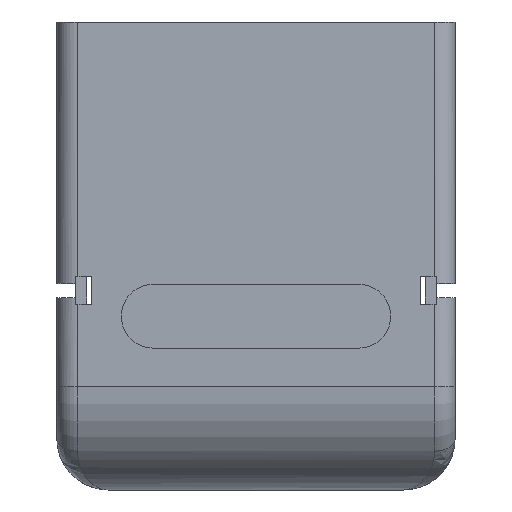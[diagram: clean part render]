
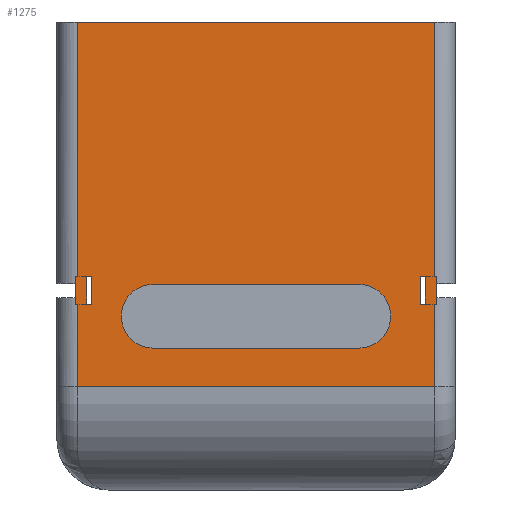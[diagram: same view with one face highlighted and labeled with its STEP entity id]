
A CAD part, top view. The second image highlights one B-rep face of the part: STEP entity #1275.
In plain terms, the highlighted planar face has unit normal (0, 0, 1).
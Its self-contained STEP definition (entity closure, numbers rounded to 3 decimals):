
#108 = VERTEX_POINT('',#109);
#109 = CARTESIAN_POINT('',(7.6,6.292,8.4));
#115 = EDGE_CURVE('',#116,#108,#118,.T.);
#116 = VERTEX_POINT('',#117);
#117 = CARTESIAN_POINT('',(8.842,5.05,8.4));
#118 = CIRCLE('',#119,1.242);
#119 = AXIS2_PLACEMENT_3D('',#120,#121,#122);
#120 = CARTESIAN_POINT('',(7.6,5.05,8.4));
#121 = DIRECTION('',(0.,0.,1.));
#122 = DIRECTION('',(1.,0.,0.));
#851 = VERTEX_POINT('',#852);
#852 = CARTESIAN_POINT('',(-3.35,6.586,8.4));
#859 = EDGE_CURVE('',#860,#851,#862,.T.);
#860 = VERTEX_POINT('',#861);
#861 = CARTESIAN_POINT('',(-3.35,16.5,8.4));
#862 = LINE('',#863,#864);
#863 = CARTESIAN_POINT('',(-3.35,15.5,8.4));
#864 = VECTOR('',#865,1.);
#865 = DIRECTION('',(0.,-1.,0.));
#891 = VERTEX_POINT('',#892);
#892 = CARTESIAN_POINT('',(-3.35,5.521,8.4));
#927 = VERTEX_POINT('',#928);
#928 = CARTESIAN_POINT('',(-3.35,2.3,8.4));
#935 = EDGE_CURVE('',#891,#927,#936,.T.);
#936 = LINE('',#937,#938);
#937 = CARTESIAN_POINT('',(-3.35,15.5,8.4));
#938 = VECTOR('',#939,1.);
#939 = DIRECTION('',(0.,-1.,0.));
#950 = VERTEX_POINT('',#951);
#951 = CARTESIAN_POINT('',(-3.25,6.586,8.4));
#959 = VERTEX_POINT('',#960);
#960 = CARTESIAN_POINT('',(-3.25,6.6,8.4));
#966 = EDGE_CURVE('',#950,#959,#967,.T.);
#967 = LINE('',#968,#969);
#968 = CARTESIAN_POINT('',(-3.25,6.325,8.4));
#969 = VECTOR('',#970,1.);
#970 = DIRECTION('',(0.,1.,0.));
#1025 = VERTEX_POINT('',#1026);
#1026 = CARTESIAN_POINT('',(-3.25,5.521,8.4));
#1032 = EDGE_CURVE('',#1033,#1025,#1035,.T.);
#1033 = VERTEX_POINT('',#1034);
#1034 = CARTESIAN_POINT('',(-3.25,5.5,8.4));
#1035 = LINE('',#1036,#1037);
#1036 = CARTESIAN_POINT('',(-3.25,5.5,8.4));
#1037 = VECTOR('',#1038,1.);
#1038 = DIRECTION('',(0.,1.,0.));
#1075 = VERTEX_POINT('',#1076);
#1076 = CARTESIAN_POINT('',(10.55,5.521,8.4));
#1083 = EDGE_CURVE('',#1084,#1075,#1086,.T.);
#1084 = VERTEX_POINT('',#1085);
#1085 = CARTESIAN_POINT('',(10.55,2.3,8.4));
#1086 = LINE('',#1087,#1088);
#1087 = CARTESIAN_POINT('',(10.55,15.5,8.4));
#1088 = VECTOR('',#1089,1.);
#1089 = DIRECTION('',(0.,1.,0.));
#1115 = VERTEX_POINT('',#1116);
#1116 = CARTESIAN_POINT('',(10.55,6.586,8.4));
#1151 = VERTEX_POINT('',#1152);
#1152 = CARTESIAN_POINT('',(10.55,16.5,8.4));
#1159 = EDGE_CURVE('',#1115,#1151,#1160,.T.);
#1160 = LINE('',#1161,#1162);
#1161 = CARTESIAN_POINT('',(10.55,15.5,8.4));
#1162 = VECTOR('',#1163,1.);
#1163 = DIRECTION('',(0.,1.,0.));
#1175 = VERTEX_POINT('',#1176);
#1176 = CARTESIAN_POINT('',(10.45,6.586,8.4));
#1182 = EDGE_CURVE('',#1175,#1183,#1185,.T.);
#1183 = VERTEX_POINT('',#1184);
#1184 = CARTESIAN_POINT('',(10.45,6.6,8.4));
#1185 = LINE('',#1186,#1187);
#1186 = CARTESIAN_POINT('',(10.45,6.325,8.4));
#1187 = VECTOR('',#1188,1.);
#1188 = DIRECTION('',(0.,1.,0.));
#1204 = EDGE_CURVE('',#1205,#1207,#1209,.T.);
#1205 = VERTEX_POINT('',#1206);
#1206 = CARTESIAN_POINT('',(10.45,5.5,8.4));
#1207 = VERTEX_POINT('',#1208);
#1208 = CARTESIAN_POINT('',(10.45,5.521,8.4));
#1209 = LINE('',#1210,#1211);
#1210 = CARTESIAN_POINT('',(10.45,5.5,8.4));
#1211 = VECTOR('',#1212,1.);
#1212 = DIRECTION('',(0.,1.,0.));
#1275 = ADVANCED_FACE('',(#1276,#1338,#1373,#1421),#1469,.F.);
#1276 = FACE_BOUND('',#1277,.T.);
#1277 = EDGE_LOOP('',(#1278,#1279,#1285,#1286,#1294,#1302,#1308,#1309,
    #1315,#1316,#1324,#1332));
#1278 = ORIENTED_EDGE('',*,*,#1159,.T.);
#1279 = ORIENTED_EDGE('',*,*,#1280,.F.);
#1280 = EDGE_CURVE('',#860,#1151,#1281,.T.);
#1281 = LINE('',#1282,#1283);
#1282 = CARTESIAN_POINT('',(-3.35,16.5,8.4));
#1283 = VECTOR('',#1284,1.);
#1284 = DIRECTION('',(1.,0.,0.));
#1285 = ORIENTED_EDGE('',*,*,#859,.T.);
#1286 = ORIENTED_EDGE('',*,*,#1287,.F.);
#1287 = EDGE_CURVE('',#1288,#851,#1290,.T.);
#1288 = VERTEX_POINT('',#1289);
#1289 = CARTESIAN_POINT('',(-3.44,6.586,8.4));
#1290 = LINE('',#1291,#1292);
#1291 = CARTESIAN_POINT('',(-3.25,6.586,8.4));
#1292 = VECTOR('',#1293,1.);
#1293 = DIRECTION('',(1.,0.,0.));
#1294 = ORIENTED_EDGE('',*,*,#1295,.F.);
#1295 = EDGE_CURVE('',#1296,#1288,#1298,.T.);
#1296 = VERTEX_POINT('',#1297);
#1297 = CARTESIAN_POINT('',(-3.44,5.521,8.4));
#1298 = LINE('',#1299,#1300);
#1299 = CARTESIAN_POINT('',(-3.44,6.586,8.4));
#1300 = VECTOR('',#1301,1.);
#1301 = DIRECTION('',(0.,1.,0.));
#1302 = ORIENTED_EDGE('',*,*,#1303,.F.);
#1303 = EDGE_CURVE('',#891,#1296,#1304,.T.);
#1304 = LINE('',#1305,#1306);
#1305 = CARTESIAN_POINT('',(-3.44,5.521,8.4));
#1306 = VECTOR('',#1307,1.);
#1307 = DIRECTION('',(-1.,0.,0.));
#1308 = ORIENTED_EDGE('',*,*,#935,.T.);
#1309 = ORIENTED_EDGE('',*,*,#1310,.T.);
#1310 = EDGE_CURVE('',#927,#1084,#1311,.T.);
#1311 = LINE('',#1312,#1313);
#1312 = CARTESIAN_POINT('',(11.35,2.3,8.4));
#1313 = VECTOR('',#1314,1.);
#1314 = DIRECTION('',(1.,0.,0.));
#1315 = ORIENTED_EDGE('',*,*,#1083,.T.);
#1316 = ORIENTED_EDGE('',*,*,#1317,.F.);
#1317 = EDGE_CURVE('',#1318,#1075,#1320,.T.);
#1318 = VERTEX_POINT('',#1319);
#1319 = CARTESIAN_POINT('',(10.64,5.521,8.4));
#1320 = LINE('',#1321,#1322);
#1321 = CARTESIAN_POINT('',(10.45,5.521,8.4));
#1322 = VECTOR('',#1323,1.);
#1323 = DIRECTION('',(-1.,0.,0.));
#1324 = ORIENTED_EDGE('',*,*,#1325,.F.);
#1325 = EDGE_CURVE('',#1326,#1318,#1328,.T.);
#1326 = VERTEX_POINT('',#1327);
#1327 = CARTESIAN_POINT('',(10.64,6.586,8.4));
#1328 = LINE('',#1329,#1330);
#1329 = CARTESIAN_POINT('',(10.64,6.586,8.4));
#1330 = VECTOR('',#1331,1.);
#1331 = DIRECTION('',(0.,-1.,0.));
#1332 = ORIENTED_EDGE('',*,*,#1333,.F.);
#1333 = EDGE_CURVE('',#1115,#1326,#1334,.T.);
#1334 = LINE('',#1335,#1336);
#1335 = CARTESIAN_POINT('',(9.569,6.586,8.4));
#1336 = VECTOR('',#1337,1.);
#1337 = DIRECTION('',(1.,0.,0.));
#1338 = FACE_BOUND('',#1339,.T.);
#1339 = EDGE_LOOP('',(#1340,#1351,#1357,#1358,#1367));
#1340 = ORIENTED_EDGE('',*,*,#1341,.F.);
#1341 = EDGE_CURVE('',#1342,#1344,#1346,.T.);
#1342 = VERTEX_POINT('',#1343);
#1343 = CARTESIAN_POINT('',(-0.4,6.292,8.4));
#1344 = VERTEX_POINT('',#1345);
#1345 = CARTESIAN_POINT('',(-0.4,3.808,8.4));
#1346 = CIRCLE('',#1347,1.242);
#1347 = AXIS2_PLACEMENT_3D('',#1348,#1349,#1350);
#1348 = CARTESIAN_POINT('',(-0.4,5.05,8.4));
#1349 = DIRECTION('',(0.,0.,1.));
#1350 = DIRECTION('',(1.,0.,0.));
#1351 = ORIENTED_EDGE('',*,*,#1352,.F.);
#1352 = EDGE_CURVE('',#108,#1342,#1353,.T.);
#1353 = LINE('',#1354,#1355);
#1354 = CARTESIAN_POINT('',(-0.4,6.292,8.4));
#1355 = VECTOR('',#1356,1.);
#1356 = DIRECTION('',(-1.,0.,0.));
#1357 = ORIENTED_EDGE('',*,*,#115,.F.);
#1358 = ORIENTED_EDGE('',*,*,#1359,.F.);
#1359 = EDGE_CURVE('',#1360,#116,#1362,.T.);
#1360 = VERTEX_POINT('',#1361);
#1361 = CARTESIAN_POINT('',(7.6,3.808,8.4));
#1362 = CIRCLE('',#1363,1.242);
#1363 = AXIS2_PLACEMENT_3D('',#1364,#1365,#1366);
#1364 = CARTESIAN_POINT('',(7.6,5.05,8.4));
#1365 = DIRECTION('',(0.,0.,1.));
#1366 = DIRECTION('',(1.,0.,0.));
#1367 = ORIENTED_EDGE('',*,*,#1368,.F.);
#1368 = EDGE_CURVE('',#1344,#1360,#1369,.T.);
#1369 = LINE('',#1370,#1371);
#1370 = CARTESIAN_POINT('',(-0.4,3.808,8.4));
#1371 = VECTOR('',#1372,1.);
#1372 = DIRECTION('',(1.,0.,0.));
#1373 = FACE_BOUND('',#1374,.T.);
#1374 = EDGE_LOOP('',(#1375,#1383,#1384,#1392,#1400,#1406,#1407,#1415));
#1375 = ORIENTED_EDGE('',*,*,#1376,.F.);
#1376 = EDGE_CURVE('',#950,#1377,#1379,.T.);
#1377 = VERTEX_POINT('',#1378);
#1378 = CARTESIAN_POINT('',(-2.992,6.586,8.4));
#1379 = LINE('',#1380,#1381);
#1380 = CARTESIAN_POINT('',(-3.25,6.586,8.4));
#1381 = VECTOR('',#1382,1.);
#1382 = DIRECTION('',(1.,0.,0.));
#1383 = ORIENTED_EDGE('',*,*,#966,.T.);
#1384 = ORIENTED_EDGE('',*,*,#1385,.T.);
#1385 = EDGE_CURVE('',#959,#1386,#1388,.T.);
#1386 = VERTEX_POINT('',#1387);
#1387 = CARTESIAN_POINT('',(-2.79,6.6,8.4));
#1388 = LINE('',#1389,#1390);
#1389 = CARTESIAN_POINT('',(-3.25,6.6,8.4));
#1390 = VECTOR('',#1391,1.);
#1391 = DIRECTION('',(1.,0.,0.));
#1392 = ORIENTED_EDGE('',*,*,#1393,.T.);
#1393 = EDGE_CURVE('',#1386,#1394,#1396,.T.);
#1394 = VERTEX_POINT('',#1395);
#1395 = CARTESIAN_POINT('',(-2.79,5.5,8.4));
#1396 = LINE('',#1397,#1398);
#1397 = CARTESIAN_POINT('',(-2.79,6.6,8.4));
#1398 = VECTOR('',#1399,1.);
#1399 = DIRECTION('',(0.,-1.,0.));
#1400 = ORIENTED_EDGE('',*,*,#1401,.T.);
#1401 = EDGE_CURVE('',#1394,#1033,#1402,.T.);
#1402 = LINE('',#1403,#1404);
#1403 = CARTESIAN_POINT('',(-2.79,5.5,8.4));
#1404 = VECTOR('',#1405,1.);
#1405 = DIRECTION('',(-1.,0.,0.));
#1406 = ORIENTED_EDGE('',*,*,#1032,.T.);
#1407 = ORIENTED_EDGE('',*,*,#1408,.F.);
#1408 = EDGE_CURVE('',#1409,#1025,#1411,.T.);
#1409 = VERTEX_POINT('',#1410);
#1410 = CARTESIAN_POINT('',(-2.992,5.521,8.4));
#1411 = LINE('',#1412,#1413);
#1412 = CARTESIAN_POINT('',(-3.44,5.521,8.4));
#1413 = VECTOR('',#1414,1.);
#1414 = DIRECTION('',(-1.,0.,0.));
#1415 = ORIENTED_EDGE('',*,*,#1416,.F.);
#1416 = EDGE_CURVE('',#1377,#1409,#1417,.T.);
#1417 = LINE('',#1418,#1419);
#1418 = CARTESIAN_POINT('',(-2.992,6.586,8.4));
#1419 = VECTOR('',#1420,1.);
#1420 = DIRECTION('',(0.,-1.,0.));
#1421 = FACE_BOUND('',#1422,.T.);
#1422 = EDGE_LOOP('',(#1423,#1424,#1432,#1440,#1446,#1447,#1455,#1463));
#1423 = ORIENTED_EDGE('',*,*,#1182,.F.);
#1424 = ORIENTED_EDGE('',*,*,#1425,.F.);
#1425 = EDGE_CURVE('',#1426,#1175,#1428,.T.);
#1426 = VERTEX_POINT('',#1427);
#1427 = CARTESIAN_POINT('',(10.192,6.586,8.4));
#1428 = LINE('',#1429,#1430);
#1429 = CARTESIAN_POINT('',(10.45,6.586,8.4));
#1430 = VECTOR('',#1431,1.);
#1431 = DIRECTION('',(1.,-0.,0.));
#1432 = ORIENTED_EDGE('',*,*,#1433,.F.);
#1433 = EDGE_CURVE('',#1434,#1426,#1436,.T.);
#1434 = VERTEX_POINT('',#1435);
#1435 = CARTESIAN_POINT('',(10.192,5.521,8.4));
#1436 = LINE('',#1437,#1438);
#1437 = CARTESIAN_POINT('',(10.192,6.586,8.4));
#1438 = VECTOR('',#1439,1.);
#1439 = DIRECTION('',(0.,1.,0.));
#1440 = ORIENTED_EDGE('',*,*,#1441,.F.);
#1441 = EDGE_CURVE('',#1207,#1434,#1442,.T.);
#1442 = LINE('',#1443,#1444);
#1443 = CARTESIAN_POINT('',(9.569,5.521,8.4));
#1444 = VECTOR('',#1445,1.);
#1445 = DIRECTION('',(-1.,0.,0.));
#1446 = ORIENTED_EDGE('',*,*,#1204,.F.);
#1447 = ORIENTED_EDGE('',*,*,#1448,.F.);
#1448 = EDGE_CURVE('',#1449,#1205,#1451,.T.);
#1449 = VERTEX_POINT('',#1450);
#1450 = CARTESIAN_POINT('',(9.99,5.5,8.4));
#1451 = LINE('',#1452,#1453);
#1452 = CARTESIAN_POINT('',(9.99,5.5,8.4));
#1453 = VECTOR('',#1454,1.);
#1454 = DIRECTION('',(1.,0.,0.));
#1455 = ORIENTED_EDGE('',*,*,#1456,.F.);
#1456 = EDGE_CURVE('',#1457,#1449,#1459,.T.);
#1457 = VERTEX_POINT('',#1458);
#1458 = CARTESIAN_POINT('',(9.99,6.6,8.4));
#1459 = LINE('',#1460,#1461);
#1460 = CARTESIAN_POINT('',(9.99,6.6,8.4));
#1461 = VECTOR('',#1462,1.);
#1462 = DIRECTION('',(0.,-1.,0.));
#1463 = ORIENTED_EDGE('',*,*,#1464,.F.);
#1464 = EDGE_CURVE('',#1183,#1457,#1465,.T.);
#1465 = LINE('',#1466,#1467);
#1466 = CARTESIAN_POINT('',(10.45,6.6,8.4));
#1467 = VECTOR('',#1468,1.);
#1468 = DIRECTION('',(-1.,0.,0.));
#1469 = PLANE('',#1470);
#1470 = AXIS2_PLACEMENT_3D('',#1471,#1472,#1473);
#1471 = CARTESIAN_POINT('',(11.35,15.5,8.4));
#1472 = DIRECTION('',(0.,0.,-1.));
#1473 = DIRECTION('',(-1.,0.,0.));
